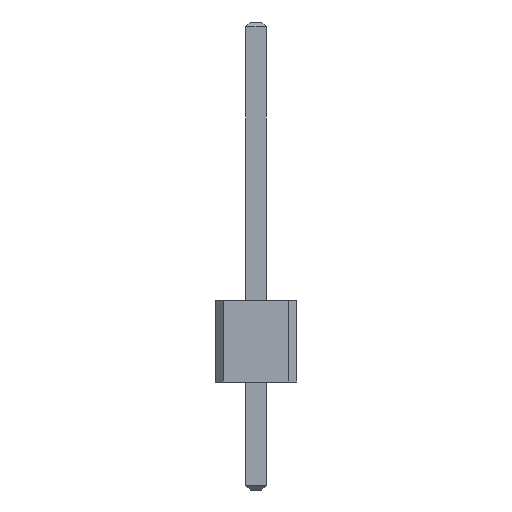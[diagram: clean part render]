
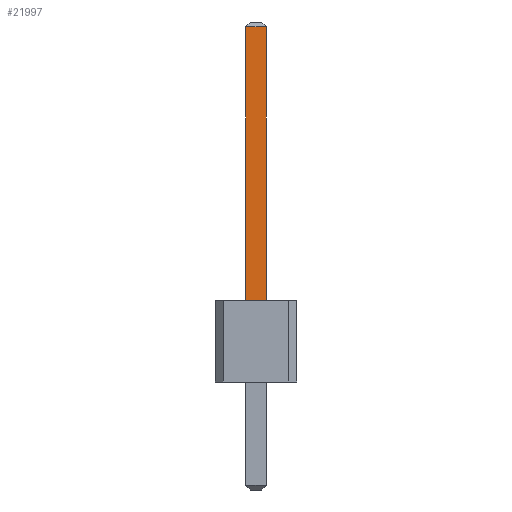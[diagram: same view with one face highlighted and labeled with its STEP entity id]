
A CAD part, front view. The second image highlights one B-rep face of the part: STEP entity #21997.
In plain terms, the highlighted planar face has unit normal (0, -1, 0).
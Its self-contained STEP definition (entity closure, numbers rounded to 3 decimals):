
#100 = PLANE('',#101);
#101 = AXIS2_PLACEMENT_3D('',#102,#103,#104);
#102 = CARTESIAN_POINT('',(-1.25,1.02,2.5));
#103 = DIRECTION('',(0.,0.,-1.));
#104 = DIRECTION('',(0.,1.,0.));
#10387 = EDGE_CURVE('',#10388,#10390,#10392,.T.);
#10388 = VERTEX_POINT('',#10389);
#10389 = CARTESIAN_POINT('',(-0.32,-48.58,2.5));
#10390 = VERTEX_POINT('',#10391);
#10391 = CARTESIAN_POINT('',(0.32,-48.58,2.5));
#10392 = SURFACE_CURVE('',#10393,(#10397,#10403),.PCURVE_S1.);
#10393 = LINE('',#10394,#10395);
#10394 = CARTESIAN_POINT('',(-0.785,-48.58,2.5));
#10395 = VECTOR('',#10396,1.);
#10396 = DIRECTION('',(1.,0.,0.));
#10397 = PCURVE('',#100,#10398);
#10398 = DEFINITIONAL_REPRESENTATION('',(#10399),#10402);
#10399 = B_SPLINE_CURVE_WITH_KNOTS('',1,(#10400,#10401),.UNSPECIFIED.,
  .F.,.F.,(2,2),(0.401,1.169),.PIECEWISE_BEZIER_KNOTS.);
#10400 = CARTESIAN_POINT('',(-49.6,0.866));
#10401 = CARTESIAN_POINT('',(-49.6,1.634));
#10402 = ( GEOMETRIC_REPRESENTATION_CONTEXT(2) 
PARAMETRIC_REPRESENTATION_CONTEXT() REPRESENTATION_CONTEXT('2D SPACE',''
  ) );
#10403 = PCURVE('',#10404,#10409);
#10404 = PLANE('',#10405);
#10405 = AXIS2_PLACEMENT_3D('',#10406,#10407,#10408);
#10406 = CARTESIAN_POINT('',(-0.32,-48.58,-3.3));
#10407 = DIRECTION('',(0.,1.,0.));
#10408 = DIRECTION('',(1.,0.,0.));
#10409 = DEFINITIONAL_REPRESENTATION('',(#10410),#10413);
#10410 = B_SPLINE_CURVE_WITH_KNOTS('',1,(#10411,#10412),.UNSPECIFIED.,
  .F.,.F.,(2,2),(0.401,1.169),.PIECEWISE_BEZIER_KNOTS.);
#10411 = CARTESIAN_POINT('',(-0.064,-5.8));
#10412 = CARTESIAN_POINT('',(0.704,-5.8));
#10413 = ( GEOMETRIC_REPRESENTATION_CONTEXT(2) 
PARAMETRIC_REPRESENTATION_CONTEXT() REPRESENTATION_CONTEXT('2D SPACE',''
  ) );
#10430 = PLANE('',#10431);
#10431 = AXIS2_PLACEMENT_3D('',#10432,#10433,#10434);
#10432 = CARTESIAN_POINT('',(0.32,-48.58,-3.3));
#10433 = DIRECTION('',(-1.,0.,0.));
#10434 = DIRECTION('',(0.,1.,0.));
#10480 = PLANE('',#10481);
#10481 = AXIS2_PLACEMENT_3D('',#10482,#10483,#10484);
#10482 = CARTESIAN_POINT('',(-0.32,-47.94,-3.3));
#10483 = DIRECTION('',(1.,0.,0.));
#10484 = DIRECTION('',(0.,-1.,0.));
#21997 = ADVANCED_FACE('',(#21998),#10404,.F.);
#21998 = FACE_BOUND('',#21999,.F.);
#21999 = EDGE_LOOP('',(#22000,#22001,#22024,#22052));
#22000 = ORIENTED_EDGE('',*,*,#10387,.F.);
#22001 = ORIENTED_EDGE('',*,*,#22002,.T.);
#22002 = EDGE_CURVE('',#10388,#22003,#22005,.T.);
#22003 = VERTEX_POINT('',#22004);
#22004 = CARTESIAN_POINT('',(-0.32,-48.58,10.85));
#22005 = SURFACE_CURVE('',#22006,(#22010,#22017),.PCURVE_S1.);
#22006 = LINE('',#22007,#22008);
#22007 = CARTESIAN_POINT('',(-0.32,-48.58,-3.3));
#22008 = VECTOR('',#22009,1.);
#22009 = DIRECTION('',(0.,0.,1.));
#22010 = PCURVE('',#10404,#22011);
#22011 = DEFINITIONAL_REPRESENTATION('',(#22012),#22016);
#22012 = LINE('',#22013,#22014);
#22013 = CARTESIAN_POINT('',(0.,0.));
#22014 = VECTOR('',#22015,1.);
#22015 = DIRECTION('',(0.,-1.));
#22016 = ( GEOMETRIC_REPRESENTATION_CONTEXT(2) 
PARAMETRIC_REPRESENTATION_CONTEXT() REPRESENTATION_CONTEXT('2D SPACE',''
  ) );
#22017 = PCURVE('',#10480,#22018);
#22018 = DEFINITIONAL_REPRESENTATION('',(#22019),#22023);
#22019 = LINE('',#22020,#22021);
#22020 = CARTESIAN_POINT('',(0.64,0.));
#22021 = VECTOR('',#22022,1.);
#22022 = DIRECTION('',(0.,-1.));
#22023 = ( GEOMETRIC_REPRESENTATION_CONTEXT(2) 
PARAMETRIC_REPRESENTATION_CONTEXT() REPRESENTATION_CONTEXT('2D SPACE',''
  ) );
#22024 = ORIENTED_EDGE('',*,*,#22025,.T.);
#22025 = EDGE_CURVE('',#22003,#22026,#22028,.T.);
#22026 = VERTEX_POINT('',#22027);
#22027 = CARTESIAN_POINT('',(0.32,-48.58,10.85));
#22028 = SURFACE_CURVE('',#22029,(#22033,#22040),.PCURVE_S1.);
#22029 = LINE('',#22030,#22031);
#22030 = CARTESIAN_POINT('',(-0.32,-48.58,10.85));
#22031 = VECTOR('',#22032,1.);
#22032 = DIRECTION('',(1.,0.,0.));
#22033 = PCURVE('',#10404,#22034);
#22034 = DEFINITIONAL_REPRESENTATION('',(#22035),#22039);
#22035 = LINE('',#22036,#22037);
#22036 = CARTESIAN_POINT('',(0.,-14.15));
#22037 = VECTOR('',#22038,1.);
#22038 = DIRECTION('',(1.,0.));
#22039 = ( GEOMETRIC_REPRESENTATION_CONTEXT(2) 
PARAMETRIC_REPRESENTATION_CONTEXT() REPRESENTATION_CONTEXT('2D SPACE',''
  ) );
#22040 = PCURVE('',#22041,#22046);
#22041 = PLANE('',#22042);
#22042 = AXIS2_PLACEMENT_3D('',#22043,#22044,#22045);
#22043 = CARTESIAN_POINT('',(-0.32,-48.505,10.925));
#22044 = DIRECTION('',(0.,-0.707,
    0.707));
#22045 = DIRECTION('',(-1.,0.,0.));
#22046 = DEFINITIONAL_REPRESENTATION('',(#22047),#22051);
#22047 = LINE('',#22048,#22049);
#22048 = CARTESIAN_POINT('',(0.,0.106));
#22049 = VECTOR('',#22050,1.);
#22050 = DIRECTION('',(-1.,0.));
#22051 = ( GEOMETRIC_REPRESENTATION_CONTEXT(2) 
PARAMETRIC_REPRESENTATION_CONTEXT() REPRESENTATION_CONTEXT('2D SPACE',''
  ) );
#22052 = ORIENTED_EDGE('',*,*,#22053,.F.);
#22053 = EDGE_CURVE('',#10390,#22026,#22054,.T.);
#22054 = SURFACE_CURVE('',#22055,(#22059,#22066),.PCURVE_S1.);
#22055 = LINE('',#22056,#22057);
#22056 = CARTESIAN_POINT('',(0.32,-48.58,-3.3));
#22057 = VECTOR('',#22058,1.);
#22058 = DIRECTION('',(0.,0.,1.));
#22059 = PCURVE('',#10404,#22060);
#22060 = DEFINITIONAL_REPRESENTATION('',(#22061),#22065);
#22061 = LINE('',#22062,#22063);
#22062 = CARTESIAN_POINT('',(0.64,0.));
#22063 = VECTOR('',#22064,1.);
#22064 = DIRECTION('',(0.,-1.));
#22065 = ( GEOMETRIC_REPRESENTATION_CONTEXT(2) 
PARAMETRIC_REPRESENTATION_CONTEXT() REPRESENTATION_CONTEXT('2D SPACE',''
  ) );
#22066 = PCURVE('',#10430,#22067);
#22067 = DEFINITIONAL_REPRESENTATION('',(#22068),#22072);
#22068 = LINE('',#22069,#22070);
#22069 = CARTESIAN_POINT('',(0.,0.));
#22070 = VECTOR('',#22071,1.);
#22071 = DIRECTION('',(0.,-1.));
#22072 = ( GEOMETRIC_REPRESENTATION_CONTEXT(2) 
PARAMETRIC_REPRESENTATION_CONTEXT() REPRESENTATION_CONTEXT('2D SPACE',''
  ) );
